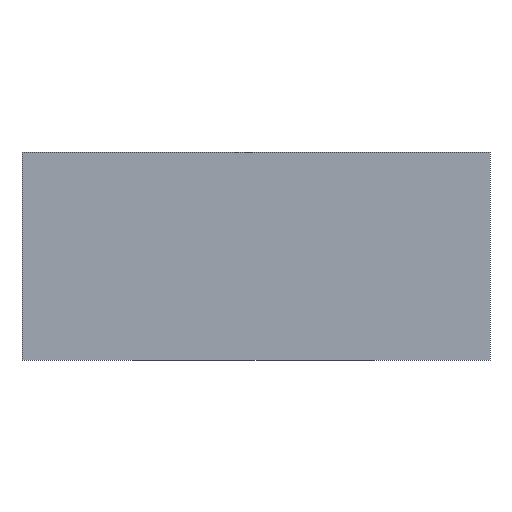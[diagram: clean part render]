
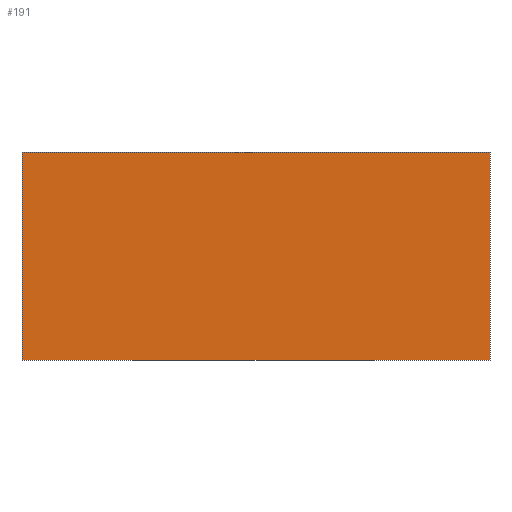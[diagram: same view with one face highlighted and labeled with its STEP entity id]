
A CAD part, left-side view. The second image highlights one B-rep face of the part: STEP entity #191.
In plain terms, the highlighted planar face has unit normal (-1, 0, 0).
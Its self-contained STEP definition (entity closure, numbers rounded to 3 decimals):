
#32=LINE('',#1220,#50);
#33=LINE('',#1223,#51);
#34=LINE('',#1225,#52);
#35=LINE('',#1226,#53);
#50=VECTOR('',#255,10.);
#51=VECTOR('',#258,10.);
#52=VECTOR('',#259,10.);
#53=VECTOR('',#260,10.);
#62=PLANE('',#219);
#74=FACE_OUTER_BOUND('',#86,.T.);
#86=EDGE_LOOP('',(#166,#167,#168,#169));
#106=VERTEX_POINT('',#1216);
#107=VERTEX_POINT('',#1218);
#108=VERTEX_POINT('',#1222);
#109=VERTEX_POINT('',#1224);
#128=EDGE_CURVE('',#106,#107,#32,.T.);
#129=EDGE_CURVE('',#106,#108,#33,.T.);
#130=EDGE_CURVE('',#109,#107,#34,.T.);
#131=EDGE_CURVE('',#108,#109,#35,.T.);
#166=ORIENTED_EDGE('',*,*,#129,.F.);
#167=ORIENTED_EDGE('',*,*,#128,.T.);
#168=ORIENTED_EDGE('',*,*,#130,.F.);
#169=ORIENTED_EDGE('',*,*,#131,.F.);
#191=ADVANCED_FACE('',(#74),#62,.T.);
#219=AXIS2_PLACEMENT_3D('',#1221,#256,#257);
#255=DIRECTION('',(0.,0.,1.));
#256=DIRECTION('center_axis',(-1.,0.,0.));
#257=DIRECTION('ref_axis',(0.,-1.,0.));
#258=DIRECTION('',(0.,1.,0.));
#259=DIRECTION('',(0.,-1.,0.));
#260=DIRECTION('',(0.,0.,1.));
#1216=CARTESIAN_POINT('',(-60.,0.,0.));
#1218=CARTESIAN_POINT('',(-60.,0.,200.));
#1220=CARTESIAN_POINT('',(-60.,0.,0.));
#1221=CARTESIAN_POINT('Origin',(-60.,450.,0.));
#1222=CARTESIAN_POINT('',(-60.,450.,0.));
#1223=CARTESIAN_POINT('',(-60.,0.,0.));
#1224=CARTESIAN_POINT('',(-60.,450.,200.));
#1225=CARTESIAN_POINT('',(-60.,0.,200.));
#1226=CARTESIAN_POINT('',(-60.,450.,0.));
